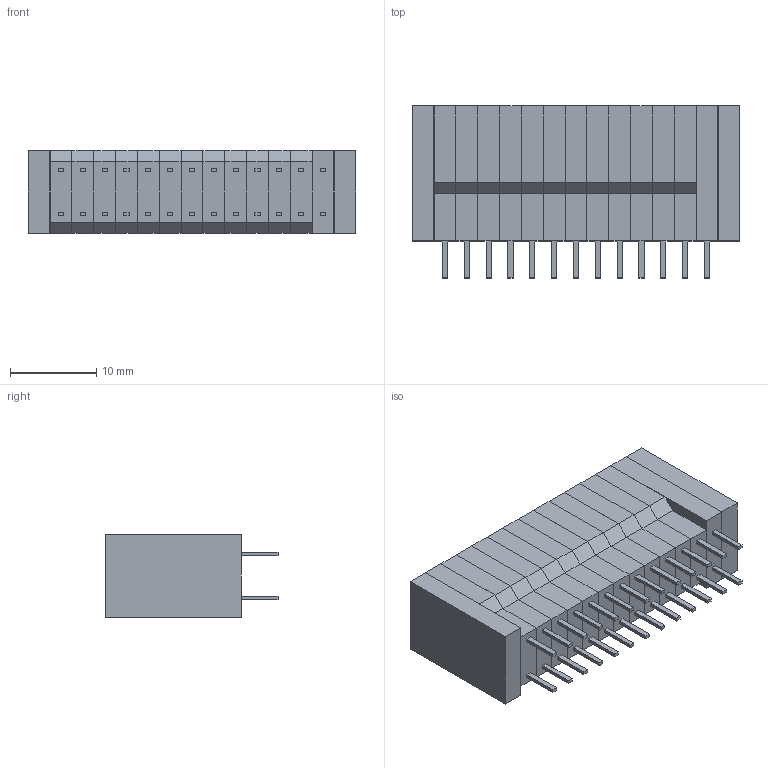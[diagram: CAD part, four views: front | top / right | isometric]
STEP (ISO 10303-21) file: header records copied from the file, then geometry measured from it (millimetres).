
FILE_DESCRIPTION (( 'STEP AP214' ), '1' );
FILE_NAME ('KLS1-603C-26.STEP', '2021-05-28T12:54:24', ( '' ), ( '' ), 'SwSTEP 2.0', 'SolidWorks 2020', '' );
FILE_SCHEMA (( 'AUTOMOTIVE_DESIGN' ));
Length unit declared in the file: millimetre
Products named in the file (1): KLS1-603C-26
Bounding box: 38.1 x 20 x 9.6 mm (x, y, z)
Volume: 3846.1 mm3; surface area: 9102.5 mm2
Topology: 67 solids, 67 shells, 912 faces, 2334 edges, 1556 vertices
Faces by surface type: plane 834, cylinder 78
Entity records: 37493 total; most frequent: CARTESIAN_POINT 4803, ORIENTED_EDGE 4668, DIRECTION 4316, EDGE_CURVE 2334, VECTOR 2178, LINE 2178, VERTEX_POINT 1556, AXIS2_PLACEMENT_3D 1069
